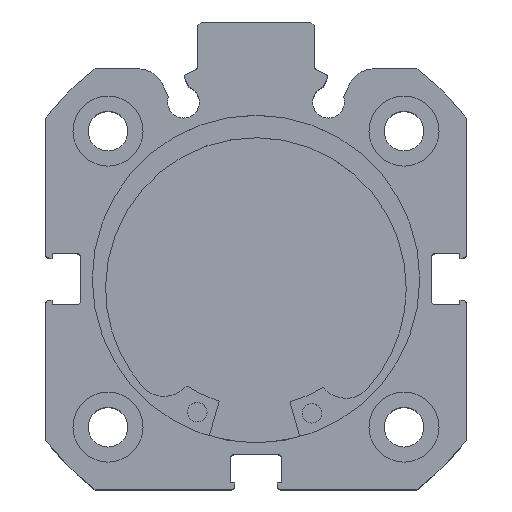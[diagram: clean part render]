
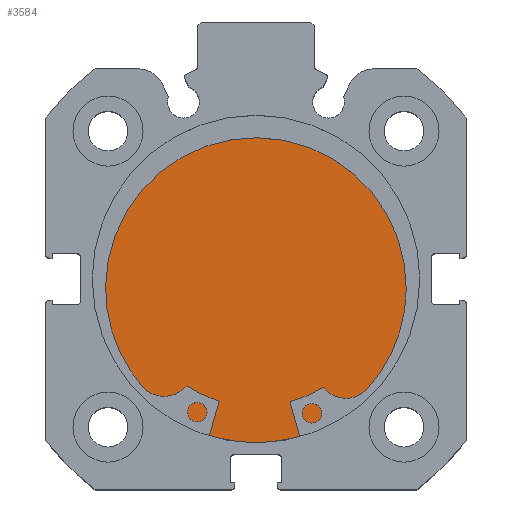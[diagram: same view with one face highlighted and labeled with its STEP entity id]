
A CAD part, top view. The second image highlights one B-rep face of the part: STEP entity #3584.
In plain terms, the highlighted face is planar.
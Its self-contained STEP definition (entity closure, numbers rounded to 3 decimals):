
#46 = DIRECTION ( 'NONE',  ( 0., 0., 1. ) ) ;
#47 = DIRECTION ( 'NONE',  ( -1., 0., 0. ) ) ;
#81 = CARTESIAN_POINT ( 'NONE',  ( 8.5, 0., 0. ) ) ;
#395 = DIRECTION ( 'NONE',  ( 0., 0., 1. ) ) ;
#396 = DIRECTION ( 'NONE',  ( -1., 0., 0. ) ) ;
#420 = CARTESIAN_POINT ( 'NONE',  ( 8.5, 0., 0. ) ) ;
#1143 = CARTESIAN_POINT ( 'NONE',  ( 8.5, 21., 0. ) ) ;
#1144 = PLANE ( 'NONE',  #3893 ) ;
#1146 = DIRECTION ( 'NONE',  ( -1., 0., 0. ) ) ;
#1147 = DIRECTION ( 'NONE',  ( 0., 0., 1. ) ) ;
#1595 = CARTESIAN_POINT ( 'NONE',  ( 8.5, 0., 21. ) ) ;
#1596 = CARTESIAN_POINT ( 'NONE',  ( 8.5, 0., -21. ) ) ;
#2099 = EDGE_CURVE ( 'NONE', #3810, #3811, #6375, .T. ) ;
#2117 = EDGE_CURVE ( 'NONE', #3811, #3810, #6401, .T. ) ;
#2347 = AXIS2_PLACEMENT_3D ( 'NONE', #420, #396, #395 ) ;
#2355 = AXIS2_PLACEMENT_3D ( 'NONE', #81, #47, #46 ) ;
#3584 = ADVANCED_FACE ( 'NONE', ( #6788 ), #1144, .F. ) ;
#3810 = VERTEX_POINT ( 'NONE', #1595 ) ;
#3811 = VERTEX_POINT ( 'NONE', #1596 ) ;
#3893 = AXIS2_PLACEMENT_3D ( 'NONE', #1143, #1146, #1147 ) ;
#4804 = ORIENTED_EDGE ( 'NONE', *, *, #2117, .F. ) ;
#4805 = ORIENTED_EDGE ( 'NONE', *, *, #2099, .F. ) ;
#6375 = CIRCLE ( 'NONE', #2347, 21. ) ;
#6401 = CIRCLE ( 'NONE', #2355, 21. ) ;
#6788 = FACE_OUTER_BOUND ( 'NONE', #6913, .T. ) ;
#6913 = EDGE_LOOP ( 'NONE', ( #4805, #4804 ) ) ;
